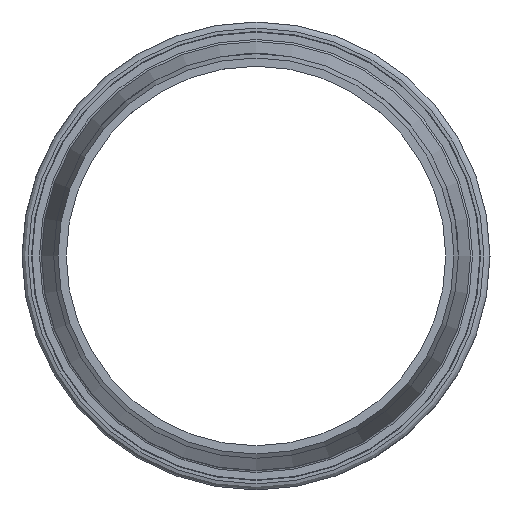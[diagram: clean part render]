
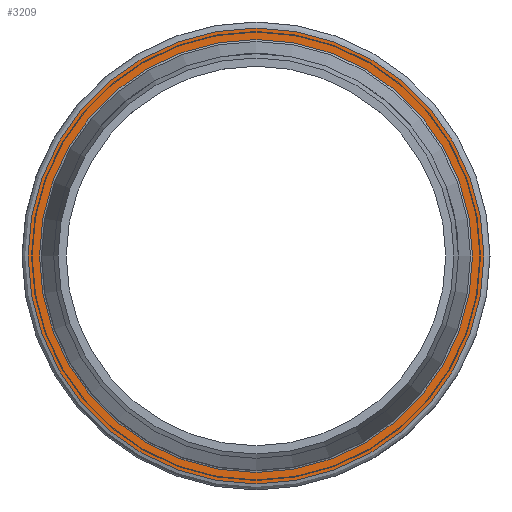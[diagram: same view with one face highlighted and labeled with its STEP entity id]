
A CAD part, front view. The second image highlights one B-rep face of the part: STEP entity #3209.
In plain terms, the highlighted planar face has unit normal (0, -1, 0).
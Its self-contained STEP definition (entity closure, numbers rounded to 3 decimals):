
#15=PLANE('',#3357);
#115=FACE_BOUND('',#563,.T.);
#208=CIRCLE('',#3356,107.);
#209=CIRCLE('',#3358,112.65);
#365=FACE_OUTER_BOUND('',#562,.T.);
#562=EDGE_LOOP('',(#2721));
#563=EDGE_LOOP('',(#2722));
#1520=VERTEX_POINT('',#10189);
#1521=VERTEX_POINT('',#10193);
#1982=EDGE_CURVE('',#1520,#1520,#208,.T.);
#1983=EDGE_CURVE('',#1521,#1521,#209,.T.);
#2721=ORIENTED_EDGE('',*,*,#1983,.F.);
#2722=ORIENTED_EDGE('',*,*,#1982,.T.);
#3209=ADVANCED_FACE('',(#365,#115),#15,.T.);
#3356=AXIS2_PLACEMENT_3D('',#10191,#3722,#3723);
#3357=AXIS2_PLACEMENT_3D('',#10192,#3724,#3725);
#3358=AXIS2_PLACEMENT_3D('',#10194,#3726,#3727);
#3722=DIRECTION('center_axis',(0.,1.,0.));
#3723=DIRECTION('ref_axis',(1.,0.,0.));
#3724=DIRECTION('center_axis',(0.,-1.,0.));
#3725=DIRECTION('ref_axis',(0.,0.,-1.));
#3726=DIRECTION('center_axis',(0.,1.,0.));
#3727=DIRECTION('ref_axis',(1.,0.,0.));
#10189=CARTESIAN_POINT('',(0.,55.3,-107.));
#10191=CARTESIAN_POINT('Origin',(0.,55.3,
0.));
#10192=CARTESIAN_POINT('Origin',(-112.65,55.3,0.));
#10193=CARTESIAN_POINT('',(0.,55.3,-112.65));
#10194=CARTESIAN_POINT('Origin',(0.,55.3,0.));
